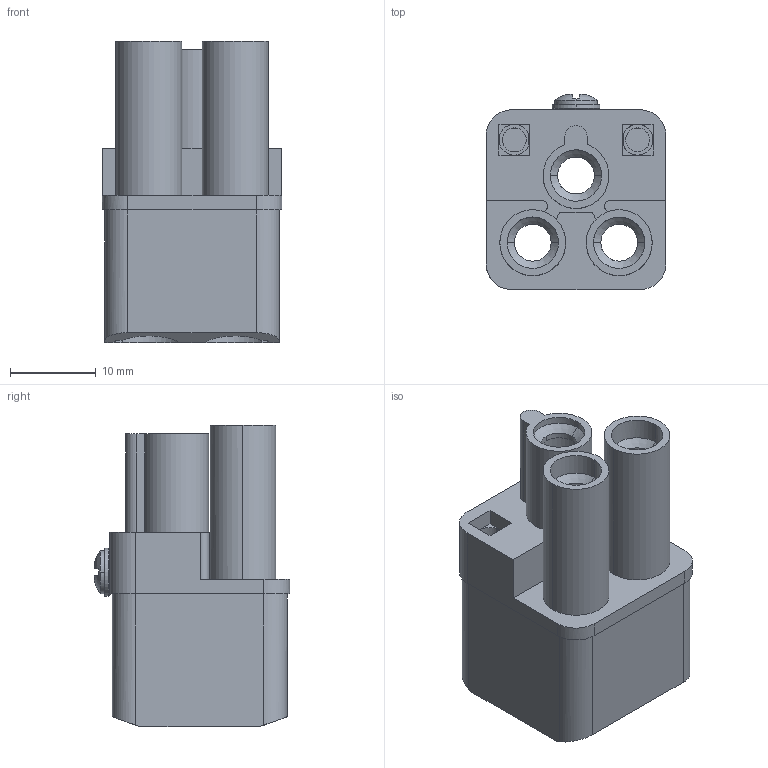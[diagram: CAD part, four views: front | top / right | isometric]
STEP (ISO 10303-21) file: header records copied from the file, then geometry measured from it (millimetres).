
FILE_DESCRIPTION(('CATIA V5 STEP Exchange','CAx-IF Rec.Pracs.--- Model Styling and Organization---1.5--- 2016-08-15','CAx-IF Rec.Pracs.---Supplemental Geometry---1.0---2011-11-01','CAx-IF Rec.Pracs.--- Composite Materials ---1.1---2010-07-15'),'2;1');
FILE_NAME ('2092183-2_1', '2025-09-01T06:09:09+00:00', ('none'), ('Weidmueller'), 'CATIA Version 5-6 Release 2024 SP4', 'CATIA V5 STEP AP214 v3', 'none');
FILE_SCHEMA(('AUTOMOTIVE_DESIGN { 1 0 10303 214 1 1 1 1 }'));
Length unit declared in the file: millimetre
Products named in the file (1): 3103510000
Bounding box: 21 x 22.8 x 35.2 mm (x, y, z)
Volume: 5936.6 mm3; surface area: 6963.8 mm2
Topology: 1 solids, 1 shells, 225 faces, 652 edges, 440 vertices
Faces by surface type: plane 152, cylinder 57, cone 14, sphere 2
Entity records: 7501 total; most frequent: CARTESIAN_POINT 1905, ORIENTED_EDGE 1304, DIRECTION 887, EDGE_CURVE 652, VERTEX_POINT 440, VECTOR 418, LINE 418, AXIS2_PLACEMENT_3D 314
